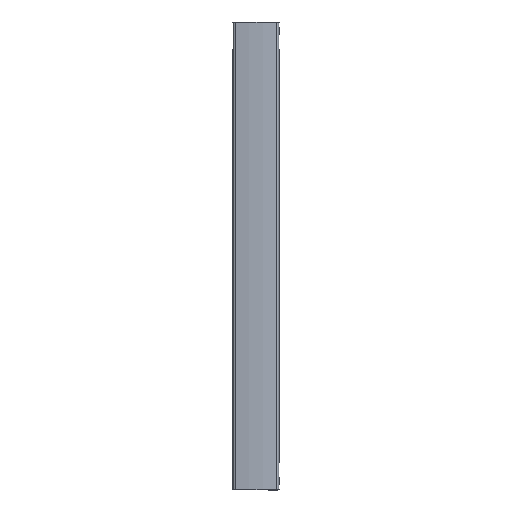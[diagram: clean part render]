
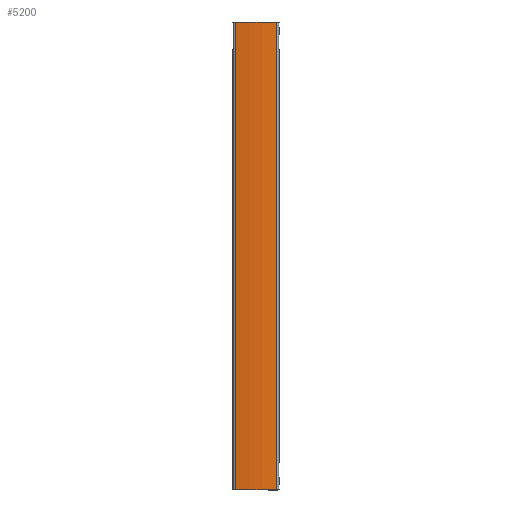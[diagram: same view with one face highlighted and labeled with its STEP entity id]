
A CAD part, left-side view. The second image highlights one B-rep face of the part: STEP entity #5200.
In plain terms, the highlighted cylindrical face has radius 255 mm (diameter 510 mm), a partial arc.
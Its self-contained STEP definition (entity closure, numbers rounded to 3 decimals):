
#2515=CARTESIAN_POINT('',(227.5,0.,0.));
#2516=DIRECTION('',(0.,0.,1.));
#2517=DIRECTION('',(-0.991,0.132,0.));
#2518=AXIS2_PLACEMENT_3D('',#2515,#2516,#2517);
#3117=DIRECTION('',(0.,0.,-1.));
#3118=VECTOR('',#3117,750.);
#3119=CARTESIAN_POINT('',(-25.273,33.63,750.));
#3120=LINE('',#3119,#3118);
#3124=DIRECTION('',(0.,0.,-1.));
#3125=VECTOR('',#3124,750.);
#3126=CARTESIAN_POINT('',(-25.273,-33.63,750.));
#3127=LINE('',#3126,#3125);
#3187=CARTESIAN_POINT('',(227.5,0.,750.));
#3188=DIRECTION('',(0.,0.,1.));
#3189=DIRECTION('',(-0.991,0.132,0.));
#3190=AXIS2_PLACEMENT_3D('',#3187,#3188,#3189);
#4659=CARTESIAN_POINT('',(-25.273,33.63,0.));
#4661=VERTEX_POINT('',#4659);
#4665=CARTESIAN_POINT('',(-25.273,33.63,750.));
#4666=VERTEX_POINT('',#4665);
#4684=CARTESIAN_POINT('',(-25.273,-33.63,0.));
#4686=VERTEX_POINT('',#4684);
#4687=CARTESIAN_POINT('',(-25.273,-33.63,750.));
#4688=VERTEX_POINT('',#4687);
#5188=CARTESIAN_POINT('',(227.5,0.,0.));
#5189=DIRECTION('',(0.,0.,1.));
#5190=DIRECTION('',(1.,0.,0.));
#5191=AXIS2_PLACEMENT_3D('',#5188,#5189,#5190);
#5192=CYLINDRICAL_SURFACE('',#5191,255.);
#5193=ORIENTED_EDGE('',*,*,#5027,.F.);
#5195=ORIENTED_EDGE('',*,*,#5194,.T.);
#5196=ORIENTED_EDGE('',*,*,#5180,.T.);
#5197=ORIENTED_EDGE('',*,*,#4950,.F.);
#5198=EDGE_LOOP('',(#5193,#5195,#5196,#5197));
#5199=FACE_OUTER_BOUND('',#5198,.F.);
#2519=CIRCLE('',#2518,255.);
#3191=CIRCLE('',#3190,255.);
#4950=EDGE_CURVE('',#4661,#4686,#2519,.T.);
#5027=EDGE_CURVE('',#4666,#4661,#3120,.T.);
#5180=EDGE_CURVE('',#4688,#4686,#3127,.T.);
#5194=EDGE_CURVE('',#4666,#4688,#3191,.T.);
#5200=ADVANCED_FACE('',(#5199),#5192,.T.);
